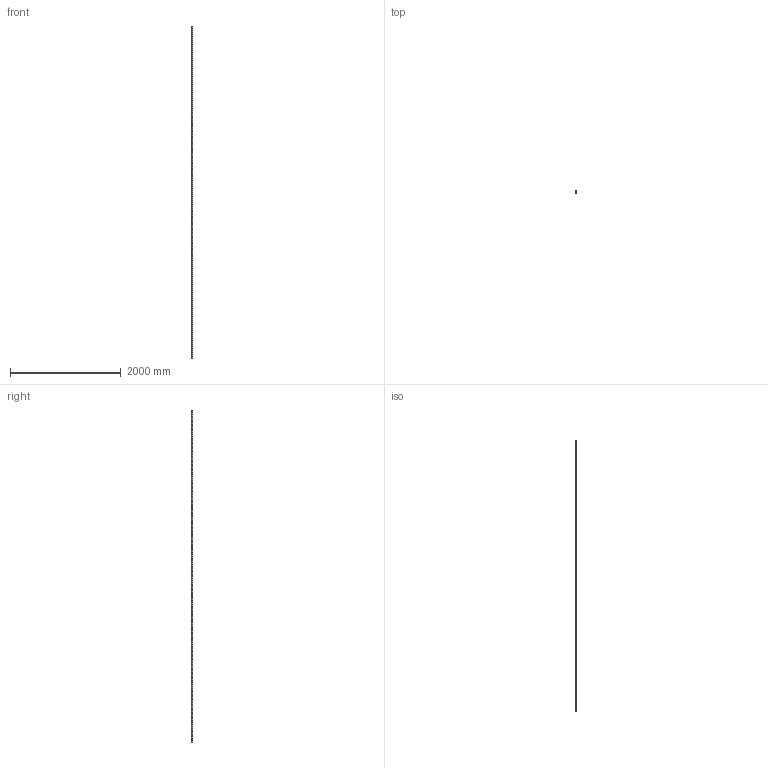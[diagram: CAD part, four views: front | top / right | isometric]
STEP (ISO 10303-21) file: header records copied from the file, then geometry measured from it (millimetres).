
FILE_DESCRIPTION (( 'STEP AP214' ), '1' );
FILE_NAME ('Profilschiene PSG33 neu.STEP', '2020-04-17T04:30:22', ( '' ), ( '' ), 'SwSTEP 2.0', 'SolidWorks 2019', '' );
FILE_SCHEMA (( 'AUTOMOTIVE_DESIGN' ));
Length unit declared in the file: millimetre
Products named in the file (1): Profilschiene PSG33 neu
Bounding box: 18.52 x 33.48 x 6000 mm (x, y, z)
Volume: 903119.3 mm3; surface area: 758342 mm2
Topology: 1 solids, 1 shells, 2013 faces, 5406 edges, 3604 vertices
Faces by surface type: plane 1205, bspline 646, cylinder 162
Entity records: 101986 total; most frequent: CARTESIAN_POINT 55294, ORIENTED_EDGE 10812, DIRECTION 7174, EDGE_CURVE 5406, VECTOR 3790, LINE 3790, VERTEX_POINT 3604, EDGE_LOOP 2372
